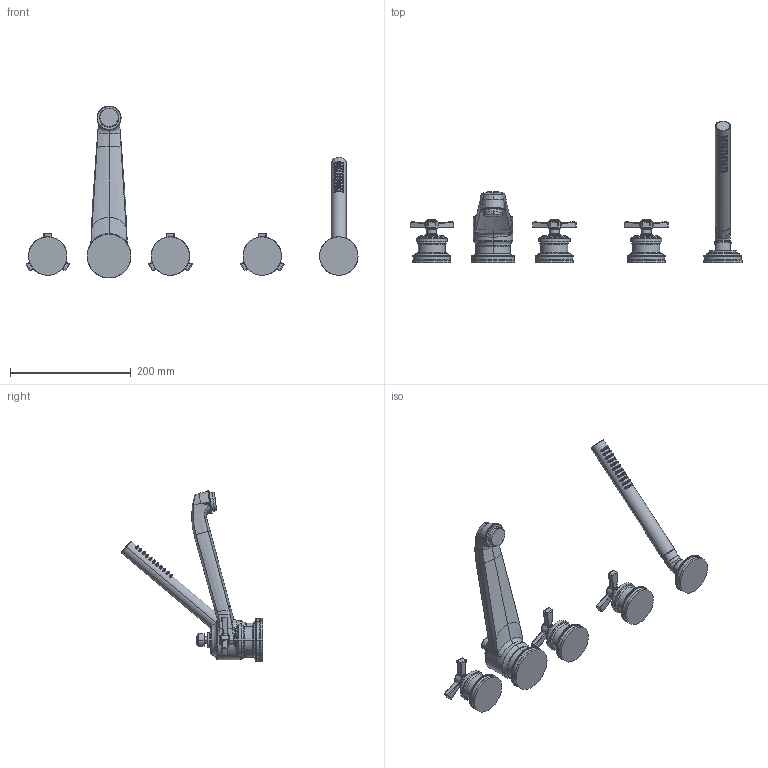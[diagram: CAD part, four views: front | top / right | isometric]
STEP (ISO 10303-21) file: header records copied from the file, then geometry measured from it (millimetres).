
FILE_DESCRIPTION((''),'2;1');
FILE_NAME('3-1607','2021-03-17T14:29:56',('jinson.thomas'),(''),'CREO PARAMETRIC BY PTC INC, 2018400','CREO PARAMETRIC BY PTC INC, 2018400','');
FILE_SCHEMA(('CONFIG_CONTROL_DESIGN'));
Products named in the file (1): 3-1607
Bounding box: 550.42 x 234.61 x 284.77 mm (x, y, z)
Volume: 1053717.7 mm3; surface area: 151133.2 mm2
Topology: 6 solids, 6 shells, 4347 faces, 11868 edges, 7680 vertices
Faces by surface type: plane 2106, cylinder 1346, bspline 771, torus 72, sphere 36, cone 16
Entity records: 206007 total; most frequent: CARTESIAN_POINT 99415, ORIENTED_EDGE 23732, DIRECTION 20177, EDGE_CURVE 11866, VERTEX_POINT 7680, VECTOR 7625, LINE 7625, AXIS2_PLACEMENT_3D 6276
